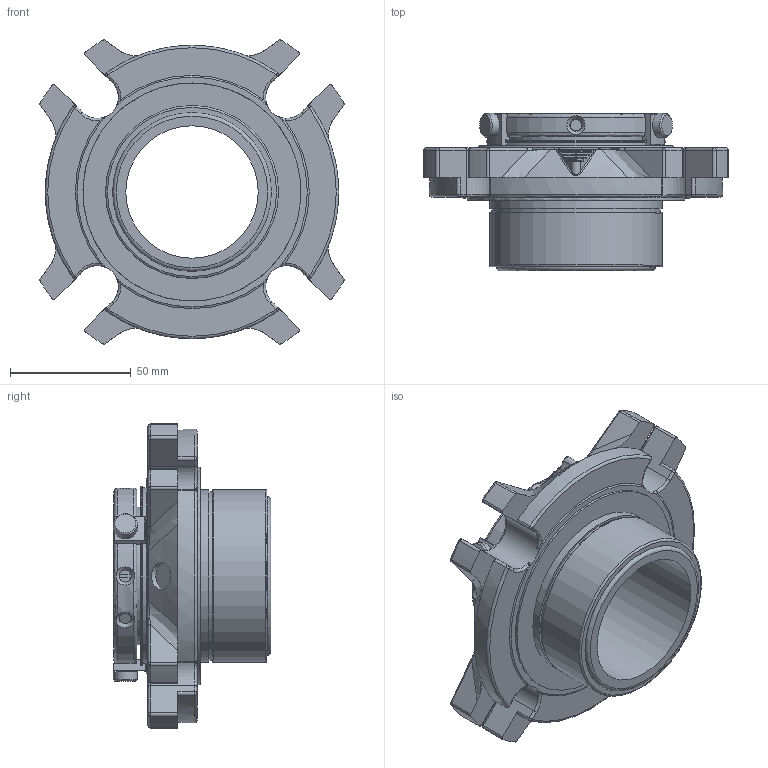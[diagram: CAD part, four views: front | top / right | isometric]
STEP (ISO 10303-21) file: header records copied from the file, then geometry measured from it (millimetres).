
FILE_DESCRIPTION(/* description */ ('Unknown'),/* implementation_level */ '2;1');
FILE_NAME(/* name */ '55mm',/* time_stamp */ '2023-02-20T14:22:49+00:00',/* author */ ('Unknown'),/* organization */ ('Unknown'),/* preprocessor_version */ 'ST-DEVELOPER v16.7',/* originating_system */ 'Solid Edge',/* authorisation */ 'Unknown');
FILE_SCHEMA (('AUTOMOTIVE_DESIGN {1 0 10303 214 3 1 1}'));
Length unit declared in the file: millimetre
Products named in the file (1): 55mm
Bounding box: 126.23 x 65.35 x 126.24 mm (x, y, z)
Volume: 250353.5 mm3; surface area: 56141.9 mm2
Topology: 1 solids, 1 shells, 503 faces, 1315 edges, 805 vertices
Faces by surface type: cylinder 191, plane 150, torus 65, bspline 40, sphere 32, cone 25
Full cylindrical faces by diameter (mm): 3.746 x1, 5 x2, 6 x3, 10 x3, 11.252 x3, 54.991 x1, 57.134 x1, 65.922 x1, 69.875 x1, 71.704 x1, 71.755 x1, 73.127 x1, 74.651 x1, 90.475 x1
Entity records: 19126 total; most frequent: CARTESIAN_POINT 4009, DIRECTION 2434, ORIENTED_EDGE 2398, EDGE_CURVE 1199, AXIS2_PLACEMENT_3D 982, VERTEX_POINT 756, EDGE_LOOP 581, FACE_BOUND 581
